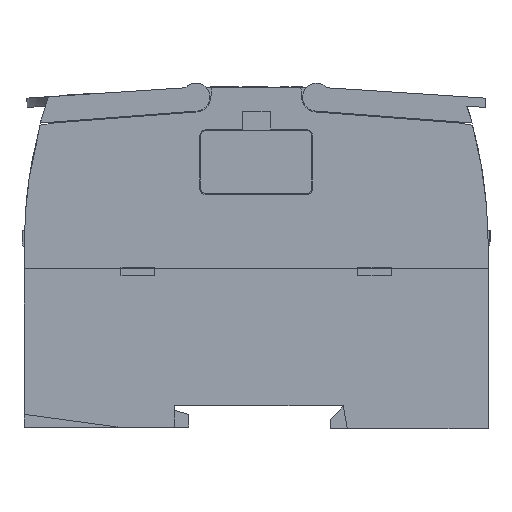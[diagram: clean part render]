
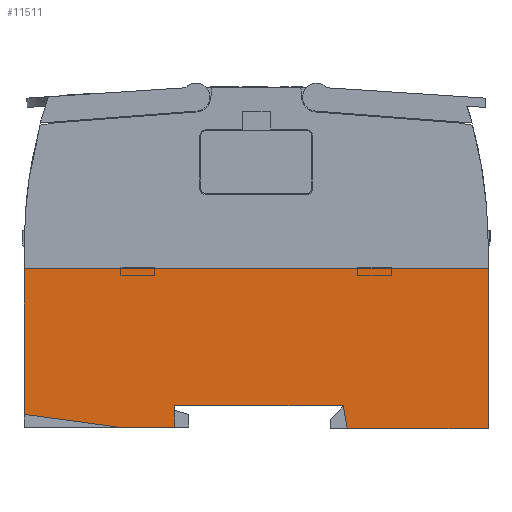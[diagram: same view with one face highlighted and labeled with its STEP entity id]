
A CAD part, left-side view. The second image highlights one B-rep face of the part: STEP entity #11511.
In plain terms, the highlighted planar face has unit normal (-1, 0, 0).
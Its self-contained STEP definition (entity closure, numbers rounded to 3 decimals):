
#7985=PLANE('',#74274);
#11511=ADVANCED_FACE('',(#15819),#7985,.F.);
#15819=FACE_OUTER_BOUND('',#19618,.T.);
#19618=EDGE_LOOP('',(#43467,#43468,#43469,#43470,#43471,#43472,#43473,#43474,
#43475));
#24642=LINE('',#98037,#32629);
#24648=LINE('',#98049,#32635);
#24664=LINE('',#98082,#32651);
#24669=LINE('',#98090,#32656);
#24673=LINE('',#98099,#32660);
#24675=LINE('',#98102,#32662);
#24676=LINE('',#98104,#32663);
#24695=LINE('',#98142,#32682);
#24703=LINE('',#98156,#32690);
#32629=VECTOR('',#81130,1.);
#32635=VECTOR('',#81138,1.);
#32651=VECTOR('',#81158,1.);
#32656=VECTOR('',#81165,1.);
#32660=VECTOR('',#81171,1.);
#32662=VECTOR('',#81175,1.);
#32663=VECTOR('',#81178,1.);
#32682=VECTOR('',#81203,1.);
#32690=VECTOR('',#81213,1.);
#43467=ORIENTED_EDGE('',*,*,#65820,.F.);
#43468=ORIENTED_EDGE('',*,*,#65799,.F.);
#43469=ORIENTED_EDGE('',*,*,#65793,.F.);
#43470=ORIENTED_EDGE('',*,*,#65826,.F.);
#43471=ORIENTED_EDGE('',*,*,#65824,.F.);
#43472=ORIENTED_EDGE('',*,*,#65854,.F.);
#43473=ORIENTED_EDGE('',*,*,#65827,.F.);
#43474=ORIENTED_EDGE('',*,*,#65846,.F.);
#43475=ORIENTED_EDGE('',*,*,#65815,.F.);
#58978=VERTEX_POINT('',#98036);
#58979=VERTEX_POINT('',#98038);
#58984=VERTEX_POINT('',#98050);
#58996=VERTEX_POINT('',#98077);
#58998=VERTEX_POINT('',#98081);
#59002=VERTEX_POINT('',#98094);
#59004=VERTEX_POINT('',#98098);
#59005=VERTEX_POINT('',#98105);
#59006=VERTEX_POINT('',#98106);
#65793=EDGE_CURVE('',#58978,#58979,#24642,.T.);
#65799=EDGE_CURVE('',#58979,#58984,#24648,.T.);
#65815=EDGE_CURVE('',#58998,#58996,#24664,.T.);
#65820=EDGE_CURVE('',#58984,#58998,#24669,.T.);
#65824=EDGE_CURVE('',#59004,#59002,#24673,.T.);
#65826=EDGE_CURVE('',#59002,#58978,#24675,.T.);
#65827=EDGE_CURVE('',#59005,#59006,#24676,.T.);
#65846=EDGE_CURVE('',#58996,#59005,#24695,.T.);
#65854=EDGE_CURVE('',#59006,#59004,#24703,.T.);
#74274=AXIS2_PLACEMENT_3D('',#98175,#81231,#81232);
#81130=DIRECTION('',(0.,1.,0.));
#81138=DIRECTION('',(0.,0.,-1.));
#81158=DIRECTION('',(0.,0.991,0.134));
#81165=DIRECTION('',(0.,1.,0.));
#81171=DIRECTION('',(0.,1.,0.));
#81175=DIRECTION('',(0.,0.174,0.985));
#81178=DIRECTION('',(0.,-1.,0.));
#81203=DIRECTION('',(0.,0.,1.));
#81213=DIRECTION('',(0.,0.,-1.));
#81231=DIRECTION('',(1.,0.,0.));
#81232=DIRECTION('',(0.,0.,-1.));
#98036=CARTESIAN_POINT('',(0.,31.264,4.6));
#98037=CARTESIAN_POINT('',(0.,31.264,4.6));
#98038=CARTESIAN_POINT('',(0.,67.6,4.6));
#98049=CARTESIAN_POINT('',(0.,67.6,4.6));
#98050=CARTESIAN_POINT('',(0.,67.6,0.));
#98077=CARTESIAN_POINT('',(0.,100.,2.759));
#98081=CARTESIAN_POINT('',(0.,79.572,0.));
#98082=CARTESIAN_POINT('',(0.,79.572,0.));
#98090=CARTESIAN_POINT('',(0.,67.6,0.));
#98094=CARTESIAN_POINT('',(0.,30.383,-0.4));
#98098=CARTESIAN_POINT('',(0.,0.,-0.4));
#98099=CARTESIAN_POINT('',(0.,0.,-0.4));
#98102=CARTESIAN_POINT('',(0.,30.383,-0.4));
#98104=CARTESIAN_POINT('',(0.,16.15,34.1));
#98105=CARTESIAN_POINT('',(0.,100.,34.1));
#98106=CARTESIAN_POINT('',(0.,0.,34.1));
#98142=CARTESIAN_POINT('',(0.,100.,2.759));
#98156=CARTESIAN_POINT('',(0.,0.,34.1));
#98175=CARTESIAN_POINT('',(0.,100.,0.));
